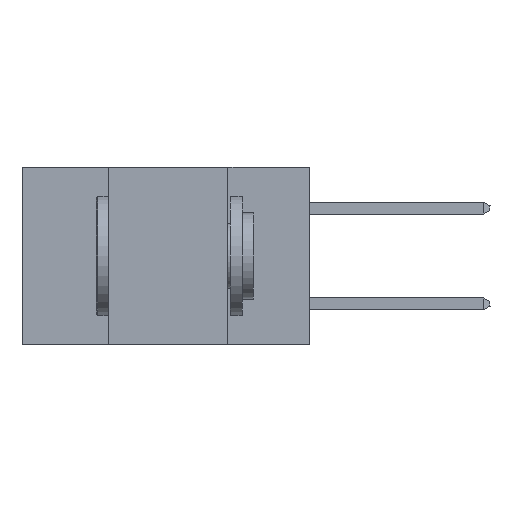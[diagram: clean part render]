
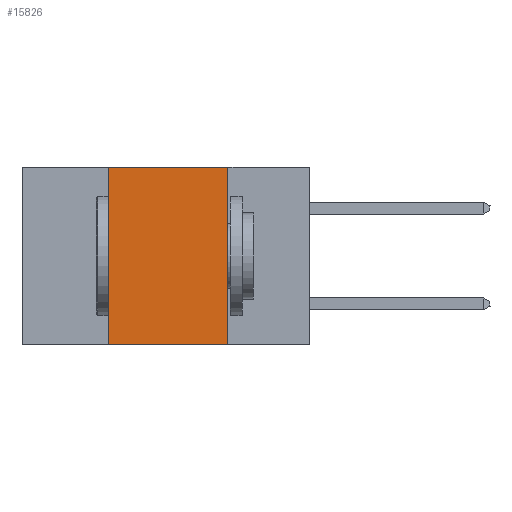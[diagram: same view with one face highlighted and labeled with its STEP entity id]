
A CAD part, left-side view. The second image highlights one B-rep face of the part: STEP entity #15826.
In plain terms, the highlighted planar face has unit normal (-1, 0, 0).
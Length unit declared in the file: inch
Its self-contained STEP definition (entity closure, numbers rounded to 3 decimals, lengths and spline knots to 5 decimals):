
#1364 = CARTESIAN_POINT ( 'NONE',  ( 0., 0.42, 0. ) ) ;
#1473 = DIRECTION ( 'NONE',  ( 0., 0., -1. ) ) ;
#3776 = CARTESIAN_POINT ( 'NONE',  ( 0., 0.6, 0. ) ) ;
#4264 = VECTOR ( 'NONE', #11182, 39.37008 ) ;
#4535 = VECTOR ( 'NONE', #15787, 39.37008 ) ;
#5930 = EDGE_CURVE ( 'NONE', #8947, #9023, #13686, .T. ) ;
#6151 = LINE ( 'NONE', #14879, #16113 ) ;
#7424 = EDGE_CURVE ( 'NONE', #11360, #9023, #9419, .T. ) ;
#8224 = VECTOR ( 'NONE', #13337, 39.37008 ) ;
#8528 = FACE_OUTER_BOUND ( 'NONE', #16221, .T. ) ;
#8947 = VERTEX_POINT ( 'NONE', #23797 ) ;
#9023 = VERTEX_POINT ( 'NONE', #15564 ) ;
#9419 = LINE ( 'NONE', #9489, #4264 ) ;
#9489 = CARTESIAN_POINT ( 'NONE',  ( 0., 0.17, 0. ) ) ;
#10811 = CARTESIAN_POINT ( 'NONE',  ( 0., 0.42, 0. ) ) ;
#11182 = DIRECTION ( 'NONE',  ( 0., 0., -1. ) ) ;
#11360 = VERTEX_POINT ( 'NONE', #22097 ) ;
#12965 = EDGE_CURVE ( 'NONE', #8947, #13159, #13598, .T. ) ;
#13159 = VERTEX_POINT ( 'NONE', #10811 ) ;
#13337 = DIRECTION ( 'NONE',  ( 0., -1., 0. ) ) ;
#13598 = LINE ( 'NONE', #1364, #4535 ) ;
#13686 = LINE ( 'NONE', #19796, #8224 ) ;
#13924 = ORIENTED_EDGE ( 'NONE', *, *, #5930, .T. ) ;
#13969 = DIRECTION ( 'NONE',  ( 1., 0., 0. ) ) ;
#14038 = ORIENTED_EDGE ( 'NONE', *, *, #12965, .F. ) ;
#14787 = DIRECTION ( 'NONE',  ( 0., -1., 0. ) ) ;
#14879 = CARTESIAN_POINT ( 'NONE',  ( 0., 0.6, 0. ) ) ;
#15564 = CARTESIAN_POINT ( 'NONE',  ( 0., 0.17, -0.37 ) ) ;
#15787 = DIRECTION ( 'NONE',  ( 0., 0., 1. ) ) ;
#15802 = PLANE ( 'NONE',  #21942 ) ;
#15826 = ADVANCED_FACE ( 'NONE', ( #8528 ), #15802, .F. ) ;
#16113 = VECTOR ( 'NONE', #14787, 39.37008 ) ;
#16221 = EDGE_LOOP ( 'NONE', ( #22989, #22630, #14038, #13924 ) ) ;
#17874 = EDGE_CURVE ( 'NONE', #13159, #11360, #6151, .T. ) ;
#19796 = CARTESIAN_POINT ( 'NONE',  ( 0., 0.6, -0.37 ) ) ;
#21942 = AXIS2_PLACEMENT_3D ( 'NONE', #3776, #13969, #1473 ) ;
#22097 = CARTESIAN_POINT ( 'NONE',  ( 0., 0.17, 0. ) ) ;
#22630 = ORIENTED_EDGE ( 'NONE', *, *, #17874, .F. ) ;
#22989 = ORIENTED_EDGE ( 'NONE', *, *, #7424, .F. ) ;
#23797 = CARTESIAN_POINT ( 'NONE',  ( 0., 0.42, -0.37 ) ) ;
